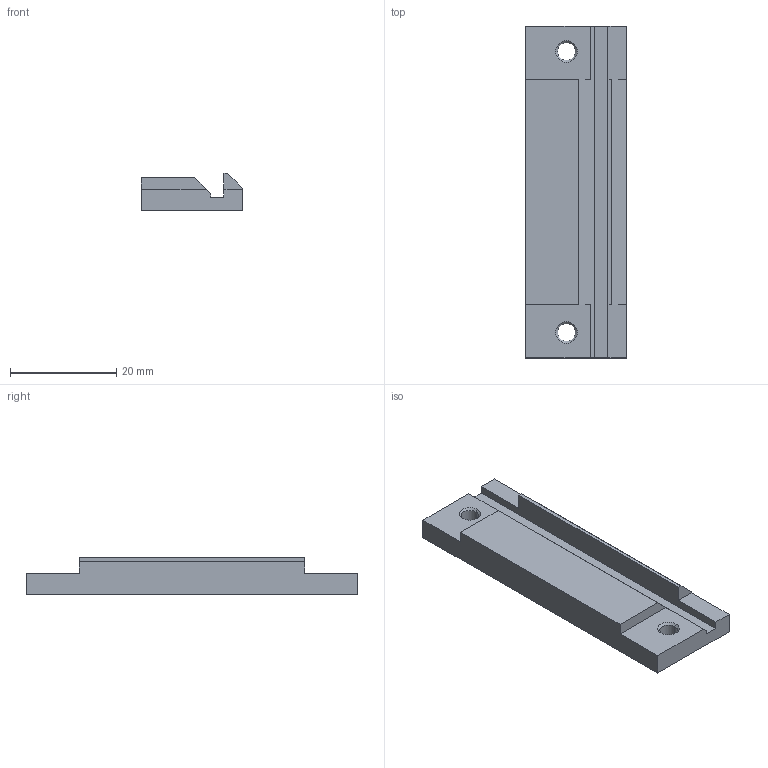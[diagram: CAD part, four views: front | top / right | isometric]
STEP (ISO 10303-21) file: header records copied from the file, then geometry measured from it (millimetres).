
FILE_DESCRIPTION (( 'STEP AP214' ), '1' );
FILE_NAME ('Pièce pour porte.STEP', '2020-05-09T16:55:52', ( '' ), ( '' ), 'SwSTEP 2.0', 'SolidWorks 2019', '' );
FILE_SCHEMA (( 'AUTOMOTIVE_DESIGN' ));
Length unit declared in the file: millimetre
Products named in the file (1): Pièce pour porte
Bounding box: 19 x 62.4 x 7 mm (x, y, z)
Volume: 5732.8 mm3; surface area: 3595.5 mm2
Topology: 1 solids, 1 shells, 28 faces, 74 edges, 48 vertices
Faces by surface type: plane 20, cone 4, cylinder 4
Entity records: 944 total; most frequent: CARTESIAN_POINT 151, ORIENTED_EDGE 148, DIRECTION 144, EDGE_CURVE 74, LINE 62, VECTOR 62, VERTEX_POINT 48, AXIS2_PLACEMENT_3D 41
